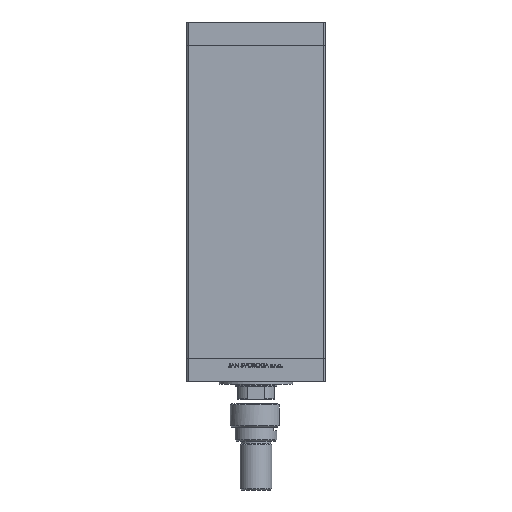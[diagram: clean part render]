
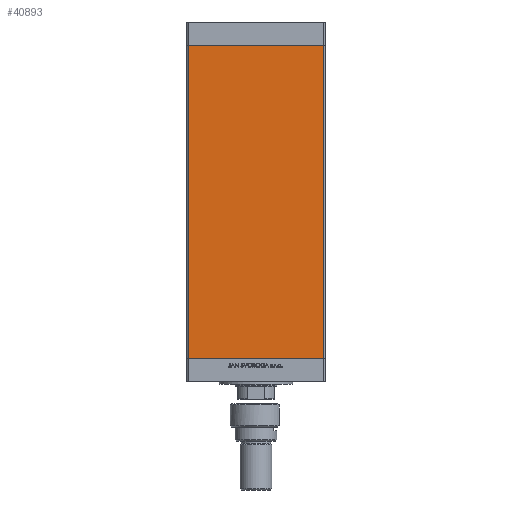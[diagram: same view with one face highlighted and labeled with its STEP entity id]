
A CAD part, front view. The second image highlights one B-rep face of the part: STEP entity #40893.
In plain terms, the highlighted planar face has unit normal (0, -1, 0).
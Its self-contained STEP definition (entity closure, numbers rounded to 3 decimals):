
#2338 = CARTESIAN_POINT ( 'NONE',  ( 58., -51., 268.5 ) ) ;
#2875 = LINE ( 'NONE', #50182, #38945 ) ;
#4644 = CARTESIAN_POINT ( 'NONE',  ( -58., -51., 268.5 ) ) ;
#6442 = VERTEX_POINT ( 'NONE', #43035 ) ;
#6560 = LINE ( 'NONE', #37081, #44436 ) ;
#7847 = FACE_OUTER_BOUND ( 'NONE', #44980, .T. ) ;
#8965 = VECTOR ( 'NONE', #23356, 1000. ) ;
#10360 = EDGE_CURVE ( 'NONE', #17753, #46027, #2875, .T. ) ;
#10753 = DIRECTION ( 'NONE',  ( 0., 0., -1. ) ) ;
#11145 = DIRECTION ( 'NONE',  ( 0., 0., 1. ) ) ;
#12377 = ORIENTED_EDGE ( 'NONE', *, *, #41868, .T. ) ;
#14422 = ORIENTED_EDGE ( 'NONE', *, *, #33114, .T. ) ;
#14592 = ORIENTED_EDGE ( 'NONE', *, *, #25734, .F. ) ;
#14885 = VERTEX_POINT ( 'NONE', #4644 ) ;
#17753 = VERTEX_POINT ( 'NONE', #2338 ) ;
#18816 = DIRECTION ( 'NONE',  ( 1., 0., 0. ) ) ;
#19821 = CARTESIAN_POINT ( 'NONE',  ( -58., -51., 268.5 ) ) ;
#22592 = DIRECTION ( 'NONE',  ( 0., 1., 0. ) ) ;
#23356 = DIRECTION ( 'NONE',  ( 0., 0., -1. ) ) ;
#25734 = EDGE_CURVE ( 'NONE', #14885, #17753, #30517, .T. ) ;
#28276 = ORIENTED_EDGE ( 'NONE', *, *, #10360, .F. ) ;
#30517 = LINE ( 'NONE', #19821, #46659 ) ;
#32337 = CARTESIAN_POINT ( 'NONE',  ( 58., -51., 0. ) ) ;
#33114 = EDGE_CURVE ( 'NONE', #6442, #46027, #6560, .T. ) ;
#37081 = CARTESIAN_POINT ( 'NONE',  ( -58., -51., 0. ) ) ;
#38613 = CARTESIAN_POINT ( 'NONE',  ( -58., -51., 268.5 ) ) ;
#38945 = VECTOR ( 'NONE', #10753, 1000. ) ;
#40893 = ADVANCED_FACE ( 'NONE', ( #7847 ), #46004, .F. ) ;
#41416 = AXIS2_PLACEMENT_3D ( 'NONE', #38613, #22592, #11145 ) ;
#41868 = EDGE_CURVE ( 'NONE', #14885, #6442, #46014, .T. ) ;
#42700 = CARTESIAN_POINT ( 'NONE',  ( -58., -51., 268.5 ) ) ;
#43035 = CARTESIAN_POINT ( 'NONE',  ( -58., -51., 0. ) ) ;
#44436 = VECTOR ( 'NONE', #48802, 1000. ) ;
#44980 = EDGE_LOOP ( 'NONE', ( #14422, #28276, #14592, #12377 ) ) ;
#46004 = PLANE ( 'NONE',  #41416 ) ;
#46014 = LINE ( 'NONE', #42700, #8965 ) ;
#46027 = VERTEX_POINT ( 'NONE', #32337 ) ;
#46659 = VECTOR ( 'NONE', #18816, 1000. ) ;
#48802 = DIRECTION ( 'NONE',  ( 1., 0., 0. ) ) ;
#50182 = CARTESIAN_POINT ( 'NONE',  ( 58., -51., 268.5 ) ) ;
